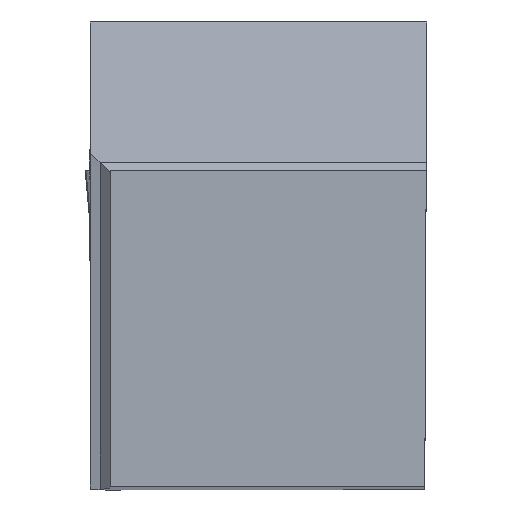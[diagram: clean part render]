
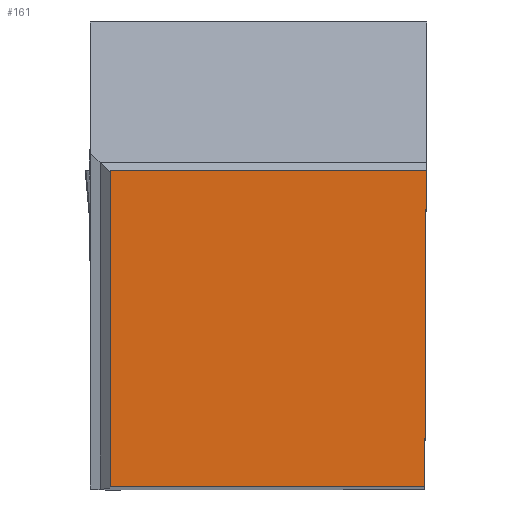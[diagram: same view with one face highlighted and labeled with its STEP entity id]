
A CAD part, top view. The second image highlights one B-rep face of the part: STEP entity #161.
In plain terms, the highlighted planar face has unit normal (0, 0, 1).
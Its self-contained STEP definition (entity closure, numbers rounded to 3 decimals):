
#161=ADVANCED_FACE('BLANK_BOXF006',(#261),#207,.F.);
#207=PLANE('',#1268);
#261=FACE_OUTER_BOUND('',#316,.T.);
#316=EDGE_LOOP('',(#574,#575,#576,#577));
#574=ORIENTED_EDGE('',*,*,#880,.F.);
#575=ORIENTED_EDGE('',*,*,#866,.F.);
#576=ORIENTED_EDGE('',*,*,#879,.F.);
#577=ORIENTED_EDGE('',*,*,#881,.F.);
#732=VERTEX_POINT('',#1972);
#733=VERTEX_POINT('',#1974);
#741=VERTEX_POINT('',#1997);
#742=VERTEX_POINT('',#2001);
#866=EDGE_CURVE('',#732,#733,#989,.T.);
#879=EDGE_CURVE('',#741,#732,#1002,.T.);
#880=EDGE_CURVE('',#733,#742,#1003,.T.);
#881=EDGE_CURVE('',#742,#741,#1004,.T.);
#989=LINE('',#1973,#1116);
#1002=LINE('',#1998,#1129);
#1003=LINE('',#2000,#1130);
#1004=LINE('',#2002,#1131);
#1116=VECTOR('',#1492,1.);
#1129=VECTOR('',#1511,1.);
#1130=VECTOR('',#1514,1.);
#1131=VECTOR('',#1515,1.);
#1268=AXIS2_PLACEMENT_3D('',#2003,#1516,#1517);
#1492=DIRECTION('',(-1.,0.,0.));
#1511=DIRECTION('',(-0.004,-1.,0.));
#1514=DIRECTION('',(0.,1.,0.));
#1515=DIRECTION('',(1.,0.,0.));
#1516=DIRECTION('',(0.,0.,-1.));
#1517=DIRECTION('',(0.,-1.,0.));
#1972=CARTESIAN_POINT('',(-0.069,0.,0.));
#1973=CARTESIAN_POINT('',(113.5,0.,0.));
#1974=CARTESIAN_POINT('',(-15.748,0.,0.));
#1997=CARTESIAN_POINT('',(0.,15.748,0.));
#1998=CARTESIAN_POINT('',(0.427,113.499,0.));
#2000=CARTESIAN_POINT('',(-15.748,-113.5,0.));
#2001=CARTESIAN_POINT('',(-15.748,15.748,0.));
#2002=CARTESIAN_POINT('',(-113.5,15.748,0.));
#2003=CARTESIAN_POINT('',(-16.743,-5.,0.));
